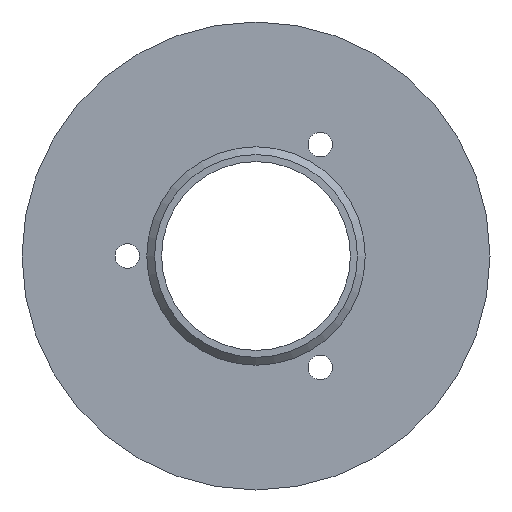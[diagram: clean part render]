
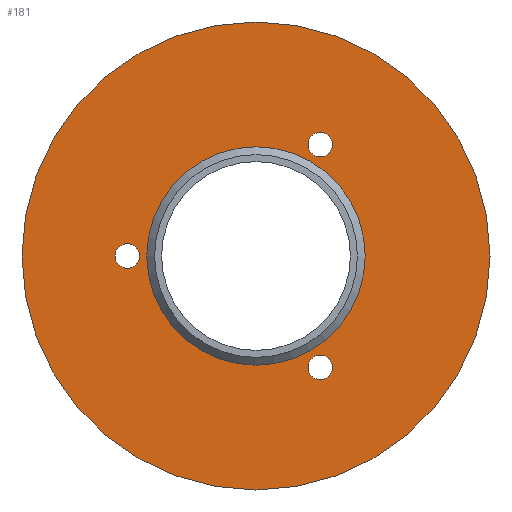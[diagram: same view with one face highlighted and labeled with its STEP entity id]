
A CAD part, left-side view. The second image highlights one B-rep face of the part: STEP entity #181.
In plain terms, the highlighted planar face has unit normal (-1, 0, 0).
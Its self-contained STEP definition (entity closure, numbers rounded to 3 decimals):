
#20=PLANE('',#208);
#33=FACE_BOUND('',#73,.T.);
#34=FACE_BOUND('',#74,.T.);
#35=FACE_BOUND('',#75,.T.);
#36=FACE_BOUND('',#76,.T.);
#49=FACE_OUTER_BOUND('',#72,.T.);
#72=EDGE_LOOP('',(#152));
#73=EDGE_LOOP('',(#153));
#74=EDGE_LOOP('',(#154));
#75=EDGE_LOOP('',(#155));
#76=EDGE_LOOP('',(#156));
#87=CIRCLE('',#191,15.);
#93=CIRCLE('',#199,0.784);
#94=CIRCLE('',#201,0.784);
#95=CIRCLE('',#203,0.784);
#98=CIRCLE('',#209,7.);
#103=VERTEX_POINT('',#281);
#109=VERTEX_POINT('',#295);
#110=VERTEX_POINT('',#298);
#111=VERTEX_POINT('',#301);
#114=VERTEX_POINT('',#310);
#119=EDGE_CURVE('',#103,#103,#87,.T.);
#125=EDGE_CURVE('',#109,#109,#93,.T.);
#126=EDGE_CURVE('',#110,#110,#94,.T.);
#127=EDGE_CURVE('',#111,#111,#95,.T.);
#130=EDGE_CURVE('',#114,#114,#98,.T.);
#152=ORIENTED_EDGE('',*,*,#119,.F.);
#153=ORIENTED_EDGE('',*,*,#127,.F.);
#154=ORIENTED_EDGE('',*,*,#126,.F.);
#155=ORIENTED_EDGE('',*,*,#125,.F.);
#156=ORIENTED_EDGE('',*,*,#130,.T.);
#181=ADVANCED_FACE('',(#49,#33,#34,#35,#36),#20,.T.);
#191=AXIS2_PLACEMENT_3D('',#282,#223,#224);
#199=AXIS2_PLACEMENT_3D('',#296,#239,#240);
#201=AXIS2_PLACEMENT_3D('',#299,#243,#244);
#203=AXIS2_PLACEMENT_3D('',#302,#247,#248);
#208=AXIS2_PLACEMENT_3D('',#309,#257,#258);
#209=AXIS2_PLACEMENT_3D('',#311,#259,#260);
#223=DIRECTION('center_axis',(1.,0.,0.));
#224=DIRECTION('ref_axis',(0.,0.105,0.995));
#239=DIRECTION('center_axis',(-1.,0.,0.));
#240=DIRECTION('ref_axis',(0.,0.866,0.5));
#243=DIRECTION('center_axis',(-1.,0.,0.));
#244=DIRECTION('ref_axis',(0.,0.,-1.));
#247=DIRECTION('center_axis',(-1.,0.,0.));
#248=DIRECTION('ref_axis',(0.,-0.866,0.5));
#257=DIRECTION('center_axis',(-1.,0.,0.));
#258=DIRECTION('ref_axis',(0.,-0.866,-0.5));
#259=DIRECTION('center_axis',(1.,0.,0.));
#260=DIRECTION('ref_axis',(0.,0.105,0.995));
#281=CARTESIAN_POINT('',(-13.394,-4.143,12.99));
#282=CARTESIAN_POINT('Origin',(-13.394,3.357,0.));
#295=CARTESIAN_POINT('',(-13.394,-0.09,7.536));
#296=CARTESIAN_POINT('Origin',(-13.394,-0.768,7.145));
#298=CARTESIAN_POINT('',(-13.394,11.607,-0.784));
#299=CARTESIAN_POINT('Origin',(-13.394,11.607,0.));
#301=CARTESIAN_POINT('',(-13.394,-1.447,-6.753));
#302=CARTESIAN_POINT('Origin',(-13.394,-0.768,-7.145));
#309=CARTESIAN_POINT('Origin',(-13.394,-0.143,6.062));
#310=CARTESIAN_POINT('',(-13.394,-0.143,6.062));
#311=CARTESIAN_POINT('Origin',(-13.394,3.357,0.));
